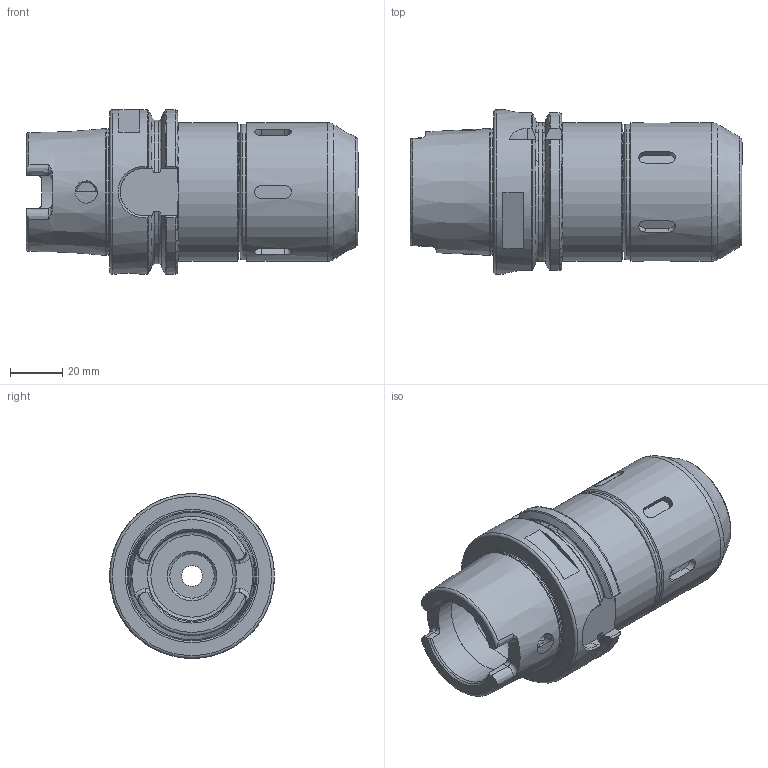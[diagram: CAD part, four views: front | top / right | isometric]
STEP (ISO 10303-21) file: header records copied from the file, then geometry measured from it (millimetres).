
FILE_DESCRIPTION(/* description */ (''),/* implementation_level */ '2;1');
FILE_NAME(/* name */ 'HSK063A-MC075-0374.stp',/* time_stamp */ '2019-07-10T11:47:08-05:00',/* author */ ('ldfli'),/* organization */ (''),/* preprocessor_version */ 'ST-DEVELOPER v18',/* originating_system */ 'Autodesk Inventor LT',/* authorisation */ '');
FILE_SCHEMA (('AUTOMOTIVE_DESIGN { 1 0 10303 214 3 1 1 }'));
Length unit declared in the file: millimetre
Products named in the file (1): HSK063A-MC075-0374
Bounding box: 127 x 63 x 63 mm (x, y, z)
Volume: 197092.1 mm3; surface area: 51972.5 mm2
Topology: 2 solids, 3 shells, 296 faces, 867 edges, 591 vertices
Faces by surface type: plane 133, cylinder 87, torus 34, cone 25, bspline 17
Full cylindrical faces by diameter (mm): 7.5 x2, 8 x1, 10 x1, 14 x1, 17 x1, 19 x1, 21 x1, 25 x1, 34 x2, 39.7 x2, 40 x1, 46.7 x2, 48.241 x1, 52 x1, 53 x2, 63 x1
Entity records: 11815 total; most frequent: CARTESIAN_POINT 3994, ORIENTED_EDGE 1738, DIRECTION 1560, EDGE_CURVE 869, AXIS2_PLACEMENT_3D 598, VERTEX_POINT 593, LINE 364, VECTOR 364
